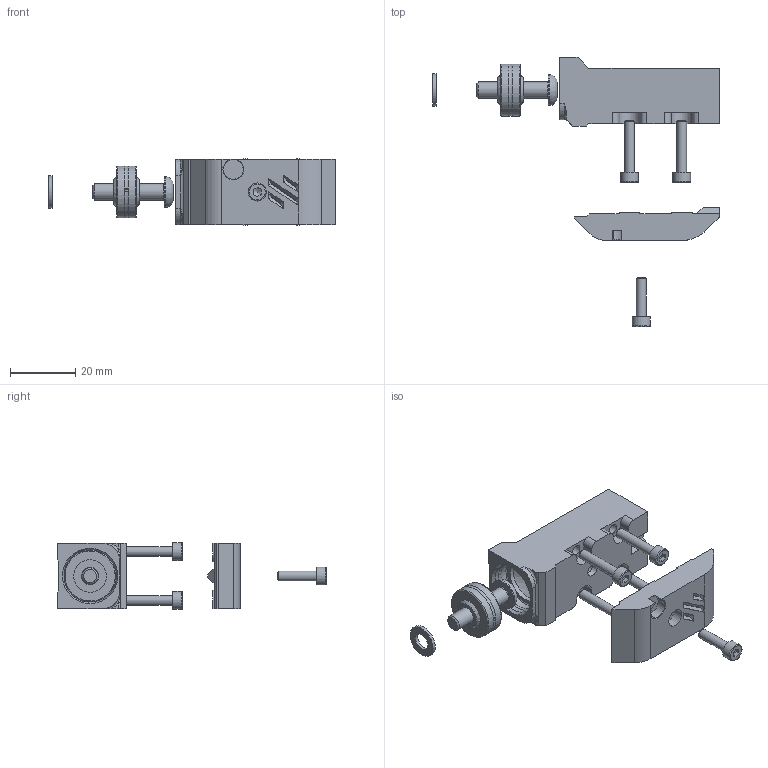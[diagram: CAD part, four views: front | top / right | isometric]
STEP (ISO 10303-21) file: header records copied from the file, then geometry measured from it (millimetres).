
FILE_DESCRIPTION(/* description */ (''),/* implementation_level */ '2;1');
FILE_NAME(/* name */ 'Assembly-Explosion.stp',/* time_stamp */ '2021-09-01T03:58:59+02:00',/* author */ ('Rama'),/* organization */ (''),/* preprocessor_version */ 'ST-DEVELOPER v18.1',/* originating_system */ 'Autodesk Inventor 2021',/* authorisation */ '');
FILE_SCHEMA (('AUTOMOTIVE_DESIGN { 1 0 10303 214 3 1 1 }'));
Length unit declared in the file: millimetre
Products named in the file (11): Explosion; Z-Joint-Normal; Cover; RBPB5; RBPB5dummy; RBPB5h; RBPB5ball; DIN 912 - M3 x 16; DIN 912 - M3 x 12; DIN 125 - A 5,3; ANSI B18.3.4M - M5 x 0.8 x 25, BHSBHCSM
Assembly tree (13 placements, depth 3):
  Explosion
    Z-Joint-Normal
    Cover
    RBPB5
      RBPB5dummy
      RBPB5h
      RBPB5ball
    DIN 912 - M3 x 16  x4
    DIN 912 - M3 x 12
    DIN 125 - A 5,3
    ANSI B18.3.4M - M5 x 0.8 x 25, BHSBHCSM
Bounding box: 87.96 x 82.6 x 20.5 mm (x, y, z)
Volume: 22478.3 mm3; surface area: 11825.1 mm2
Topology: 11 solids, 11 shells, 252 faces, 685 edges, 464 vertices
Faces by surface type: plane 151, cylinder 55, torus 23, cone 15, bspline 5, sphere 3
Full cylindrical faces by diameter (mm): 1 x1, 2.8 x1, 3 x5, 3.2 x5, 4 x1, 5 x2, 5.3 x1, 5.5 x5, 5.6 x1, 9.5 x1, 10 x1, 13 x1, 16 x4
Entity records: 7295 total; most frequent: CARTESIAN_POINT 1481, DIRECTION 1172, ORIENTED_EDGE 1114, EDGE_CURVE 557, AXIS2_PLACEMENT_3D 424, VERTEX_POINT 377, LINE 324, VECTOR 324
